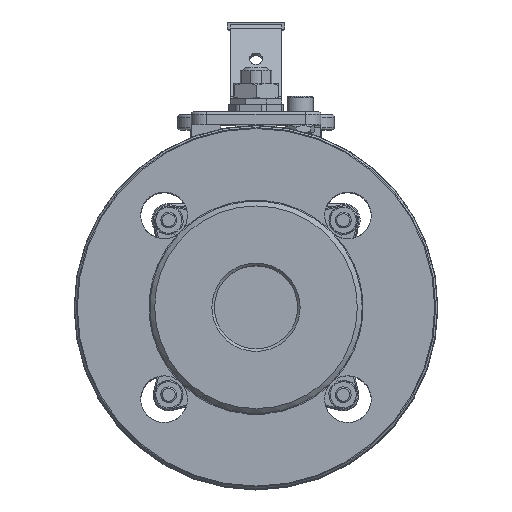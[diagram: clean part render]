
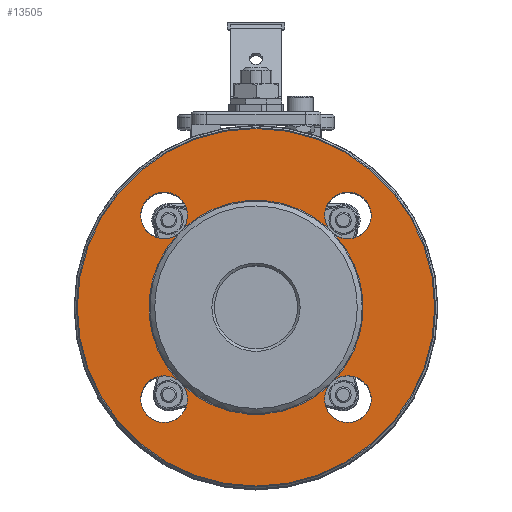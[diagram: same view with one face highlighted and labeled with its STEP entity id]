
A CAD part, top view. The second image highlights one B-rep face of the part: STEP entity #13505.
In plain terms, the highlighted planar face has unit normal (0, 0, 1).
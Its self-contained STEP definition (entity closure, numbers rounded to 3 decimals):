
#697=FACE_BOUND('',#2560,.T.);
#1104=PLANE('',#14962);
#1712=FACE_OUTER_BOUND('',#2559,.T.);
#2559=EDGE_LOOP('',(#10864));
#2560=EDGE_LOOP('',(#10865,#10866,#10867,#10868,#10869,#10870,#10871,#10872,
#10873,#10874,#10875,#10876));
#5101=CIRCLE('',#14935,41.207);
#5108=CIRCLE('',#14943,41.207);
#5114=CIRCLE('',#14950,41.207);
#5120=CIRCLE('',#14957,41.207);
#5125=CIRCLE('',#14963,68.793);
#5126=CIRCLE('',#14964,9.);
#5127=CIRCLE('',#14965,9.);
#5128=CIRCLE('',#14966,9.);
#5129=CIRCLE('',#14967,9.);
#5130=CIRCLE('',#14968,9.);
#5131=CIRCLE('',#14969,9.);
#5132=CIRCLE('',#14970,9.);
#5133=CIRCLE('',#14971,9.);
#6118=VERTEX_POINT('',#25032);
#6119=VERTEX_POINT('',#25034);
#6125=VERTEX_POINT('',#25107);
#6126=VERTEX_POINT('',#25109);
#6130=VERTEX_POINT('',#25179);
#6131=VERTEX_POINT('',#25181);
#6135=VERTEX_POINT('',#25251);
#6136=VERTEX_POINT('',#25253);
#6138=VERTEX_POINT('',#25321);
#6139=VERTEX_POINT('',#25323);
#6140=VERTEX_POINT('',#25326);
#6141=VERTEX_POINT('',#25329);
#6142=VERTEX_POINT('',#25332);
#7749=EDGE_CURVE('',#6118,#6119,#5101,.T.);
#7758=EDGE_CURVE('',#6125,#6126,#5108,.T.);
#7766=EDGE_CURVE('',#6130,#6131,#5114,.T.);
#7774=EDGE_CURVE('',#6135,#6136,#5120,.T.);
#7781=EDGE_CURVE('',#6138,#6138,#5125,.T.);
#7782=EDGE_CURVE('',#6118,#6139,#5126,.T.);
#7783=EDGE_CURVE('',#6139,#6126,#5127,.T.);
#7784=EDGE_CURVE('',#6125,#6140,#5128,.T.);
#7785=EDGE_CURVE('',#6140,#6136,#5129,.T.);
#7786=EDGE_CURVE('',#6135,#6141,#5130,.T.);
#7787=EDGE_CURVE('',#6141,#6131,#5131,.T.);
#7788=EDGE_CURVE('',#6130,#6142,#5132,.T.);
#7789=EDGE_CURVE('',#6142,#6119,#5133,.T.);
#10864=ORIENTED_EDGE('',*,*,#7781,.F.);
#10865=ORIENTED_EDGE('',*,*,#7749,.F.);
#10866=ORIENTED_EDGE('',*,*,#7782,.T.);
#10867=ORIENTED_EDGE('',*,*,#7783,.T.);
#10868=ORIENTED_EDGE('',*,*,#7758,.F.);
#10869=ORIENTED_EDGE('',*,*,#7784,.T.);
#10870=ORIENTED_EDGE('',*,*,#7785,.T.);
#10871=ORIENTED_EDGE('',*,*,#7774,.F.);
#10872=ORIENTED_EDGE('',*,*,#7786,.T.);
#10873=ORIENTED_EDGE('',*,*,#7787,.T.);
#10874=ORIENTED_EDGE('',*,*,#7766,.F.);
#10875=ORIENTED_EDGE('',*,*,#7788,.T.);
#10876=ORIENTED_EDGE('',*,*,#7789,.T.);
#13505=ADVANCED_FACE('',(#1712,#697),#1104,.T.);
#14935=AXIS2_PLACEMENT_3D('',#25035,#17841,#17842);
#14943=AXIS2_PLACEMENT_3D('',#25110,#17857,#17858);
#14950=AXIS2_PLACEMENT_3D('',#25182,#17871,#17872);
#14957=AXIS2_PLACEMENT_3D('',#25254,#17885,#17886);
#14962=AXIS2_PLACEMENT_3D('',#25320,#17895,#17896);
#14963=AXIS2_PLACEMENT_3D('',#25322,#17897,#17898);
#14964=AXIS2_PLACEMENT_3D('',#25324,#17899,#17900);
#14965=AXIS2_PLACEMENT_3D('',#25325,#17901,#17902);
#14966=AXIS2_PLACEMENT_3D('',#25327,#17903,#17904);
#14967=AXIS2_PLACEMENT_3D('',#25328,#17905,#17906);
#14968=AXIS2_PLACEMENT_3D('',#25330,#17907,#17908);
#14969=AXIS2_PLACEMENT_3D('',#25331,#17909,#17910);
#14970=AXIS2_PLACEMENT_3D('',#25333,#17911,#17912);
#14971=AXIS2_PLACEMENT_3D('',#25334,#17913,#17914);
#17841=DIRECTION('center_axis',(0.,0.,1.));
#17842=DIRECTION('ref_axis',(1.,0.,0.));
#17857=DIRECTION('center_axis',(0.,0.,1.));
#17858=DIRECTION('ref_axis',(0.,-1.,0.));
#17871=DIRECTION('center_axis',(0.,0.,1.));
#17872=DIRECTION('ref_axis',(0.,1.,0.));
#17885=DIRECTION('center_axis',(0.,0.,1.));
#17886=DIRECTION('ref_axis',(-1.,0.,0.));
#17895=DIRECTION('center_axis',(0.,0.,1.));
#17896=DIRECTION('ref_axis',(1.,0.,0.));
#17897=DIRECTION('center_axis',(0.,0.,-1.));
#17898=DIRECTION('ref_axis',(-1.,0.,0.));
#17899=DIRECTION('center_axis',(0.,0.,-1.));
#17900=DIRECTION('ref_axis',(-1.,0.,0.));
#17901=DIRECTION('center_axis',(0.,0.,-1.));
#17902=DIRECTION('ref_axis',(-1.,0.,0.));
#17903=DIRECTION('center_axis',(0.,0.,-1.));
#17904=DIRECTION('ref_axis',(-1.,0.,0.));
#17905=DIRECTION('center_axis',(0.,0.,-1.));
#17906=DIRECTION('ref_axis',(-1.,0.,0.));
#17907=DIRECTION('center_axis',(0.,0.,-1.));
#17908=DIRECTION('ref_axis',(-1.,0.,0.));
#17909=DIRECTION('center_axis',(0.,0.,-1.));
#17910=DIRECTION('ref_axis',(-1.,0.,0.));
#17911=DIRECTION('center_axis',(0.,0.,-1.));
#17912=DIRECTION('ref_axis',(-1.,0.,0.));
#17913=DIRECTION('center_axis',(0.,0.,-1.));
#17914=DIRECTION('ref_axis',(-1.,0.,0.));
#25032=CARTESIAN_POINT('',(30.344,-27.88,88.));
#25034=CARTESIAN_POINT('',(30.344,27.88,88.));
#25035=CARTESIAN_POINT('Origin',(0.,0.,88.));
#25107=CARTESIAN_POINT('',(-27.88,-30.344,88.));
#25109=CARTESIAN_POINT('',(27.88,-30.344,88.));
#25110=CARTESIAN_POINT('Origin',(0.,0.,88.));
#25179=CARTESIAN_POINT('',(27.88,30.344,88.));
#25181=CARTESIAN_POINT('',(-27.88,30.344,88.));
#25182=CARTESIAN_POINT('Origin',(0.,0.,88.));
#25251=CARTESIAN_POINT('',(-30.344,27.88,88.));
#25253=CARTESIAN_POINT('',(-30.344,-27.88,88.));
#25254=CARTESIAN_POINT('Origin',(0.,0.,88.));
#25320=CARTESIAN_POINT('Origin',(0.,0.,88.));
#25321=CARTESIAN_POINT('',(68.793,0.,88.));
#25322=CARTESIAN_POINT('Origin',(0.,0.,88.));
#25323=CARTESIAN_POINT('',(44.355,-35.355,88.));
#25324=CARTESIAN_POINT('Origin',(35.355,-35.355,88.));
#25325=CARTESIAN_POINT('Origin',(35.355,-35.355,88.));
#25326=CARTESIAN_POINT('',(-26.355,-35.355,88.));
#25327=CARTESIAN_POINT('Origin',(-35.355,-35.355,88.));
#25328=CARTESIAN_POINT('Origin',(-35.355,-35.355,88.));
#25329=CARTESIAN_POINT('',(-26.355,35.355,88.));
#25330=CARTESIAN_POINT('Origin',(-35.355,35.355,88.));
#25331=CARTESIAN_POINT('Origin',(-35.355,35.355,88.));
#25332=CARTESIAN_POINT('',(44.355,35.355,88.));
#25333=CARTESIAN_POINT('Origin',(35.355,35.355,88.));
#25334=CARTESIAN_POINT('Origin',(35.355,35.355,88.));
